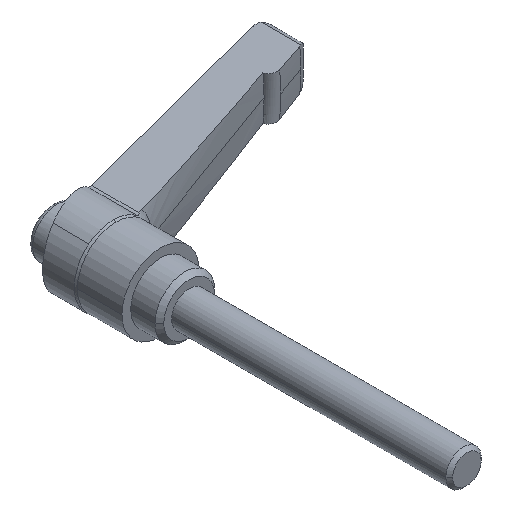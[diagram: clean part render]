
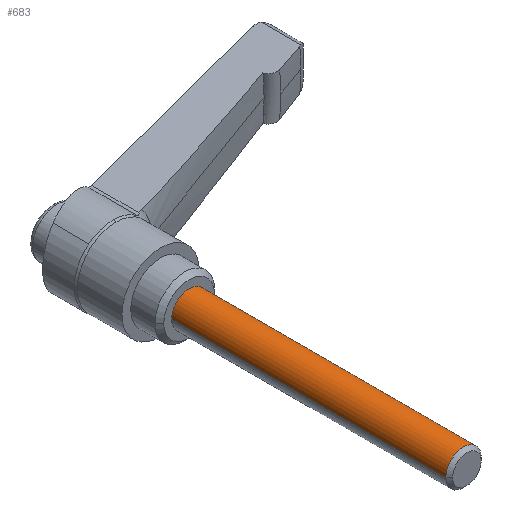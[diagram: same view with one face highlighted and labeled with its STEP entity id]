
A CAD part, isometric view. The second image highlights one B-rep face of the part: STEP entity #683.
In plain terms, the highlighted cylindrical face has radius 4 mm (diameter 8 mm), a partial arc.
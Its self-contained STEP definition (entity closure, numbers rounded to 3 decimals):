
#359 = VERTEX_POINT( '', #849 );
#391 = EDGE_CURVE( '', #499, #519, #888, .T. );
#403 = EDGE_CURVE( '', #517, #519, #901, .T. );
#409 = EDGE_CURVE( '', #517, #359, #909, .T. );
#499 = VERTEX_POINT( '', #1008 );
#517 = VERTEX_POINT( '', #1027 );
#519 = VERTEX_POINT( '', #1029 );
#539 = EDGE_CURVE( '', #359, #499, #1055, .T. );
#683 = ADVANCED_FACE( '', ( #1212 ), #1213, .T. );
#849 = CARTESIAN_POINT( '', ( -4., -62.233, 0. ) );
#888 = LINE( '', #1568, #1569 );
#901 = CIRCLE( '', #1587, 4. );
#909 = LINE( '', #1596, #1597 );
#1008 = CARTESIAN_POINT( '', ( 4., -62.233, 0. ) );
#1027 = CARTESIAN_POINT( '', ( -4., 0., 0. ) );
#1029 = CARTESIAN_POINT( '', ( 4., 0., 0. ) );
#1055 = CIRCLE( '', #1819, 4. );
#1212 = FACE_OUTER_BOUND( '', #2079, .T. );
#1213 = CYLINDRICAL_SURFACE( '', #2080, 4. );
#1568 = CARTESIAN_POINT( '', ( 4., -31.117, 0. ) );
#1569 = VECTOR( '', #2307, 1. );
#1587 = AXIS2_PLACEMENT_3D( '', #2324, #2325, #2326 );
#1596 = CARTESIAN_POINT( '', ( -4., -31.117, 0. ) );
#1597 = VECTOR( '', #2344, 1. );
#1819 = AXIS2_PLACEMENT_3D( '', #2522, #2523, #2524 );
#2079 = EDGE_LOOP( '', ( #2698, #2699, #2700, #2701 ) );
#2080 = AXIS2_PLACEMENT_3D( '', #2702, #2703, #2704 );
#2307 = DIRECTION( '', ( 0., 1., 0. ) );
#2324 = CARTESIAN_POINT( '', ( 0., 0., 0. ) );
#2325 = DIRECTION( '', ( 0., 1., 0. ) );
#2326 = DIRECTION( '', ( 1., 0., 0. ) );
#2344 = DIRECTION( '', ( 0., -1., 0. ) );
#2522 = CARTESIAN_POINT( '', ( 0., -62.233, 0. ) );
#2523 = DIRECTION( '', ( 0., 1., 0. ) );
#2524 = DIRECTION( '', ( 1., 0., 0. ) );
#2698 = ORIENTED_EDGE( '', *, *, #391, .T. );
#2699 = ORIENTED_EDGE( '', *, *, #403, .F. );
#2700 = ORIENTED_EDGE( '', *, *, #409, .T. );
#2701 = ORIENTED_EDGE( '', *, *, #539, .T. );
#2702 = CARTESIAN_POINT( '', ( 0., -31.117, 0. ) );
#2703 = DIRECTION( '', ( 0., -1., 0. ) );
#2704 = DIRECTION( '', ( 1., 0., 0. ) );
